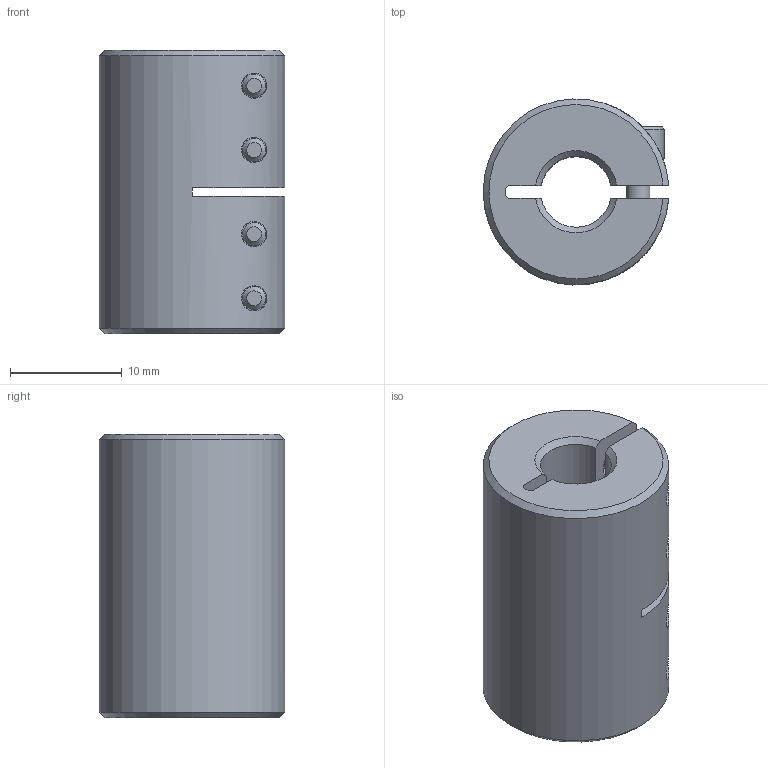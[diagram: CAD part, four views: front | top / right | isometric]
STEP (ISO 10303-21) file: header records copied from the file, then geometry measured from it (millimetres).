
FILE_DESCRIPTION(/* description */ (''),/* implementation_level */ '2;1');
FILE_NAME(/* name */ 'CLX-4-4-A.stp',/* time_stamp */ '2019-12-06T10:03:37-08:00',/* author */ ('Phillips Lenovo'),/* organization */ ('Autodesk Inc.'),/* preprocessor_version */ 'ST-DEVELOPER v18',/* originating_system */ 'Autodesk Inventor 2020',/* authorisation */ '');
FILE_SCHEMA (('AUTOMOTIVE_DESIGN { 1 0 10303 214 3 1 1 }'));
Length unit declared in the file: millimetre
Products named in the file (3): CLX-4-4-A; CLX-x-x-F_CLX-4-4-F; Inch Socket Head Cap Screws1_CF4-40_0.3125
Assembly tree (5 placements, depth 2):
  CLX-4-4-A
    CLX-x-x-F_CLX-4-4-F
    Inch Socket Head Cap Screws1_CF4-40_0.3125  x4
Bounding box: 16.62 x 16.64 x 25.4 mm (x, y, z)
Volume: 4251.3 mm3; surface area: 3478.4 mm2
Topology: 5 solids, 5 shells, 98 faces, 260 edges, 184 vertices
Faces by surface type: plane 61, cylinder 23, cone 14
Full cylindrical faces by diameter (mm): 2.088 x4, 2.261 x4, 3.048 x4, 4.648 x4
Entity records: 2316 total; most frequent: CARTESIAN_POINT 642, DIRECTION 322, ORIENTED_EDGE 316, EDGE_CURVE 158, AXIS2_PLACEMENT_3D 124, VERTEX_POINT 112, EDGE_LOOP 78, LINE 74
